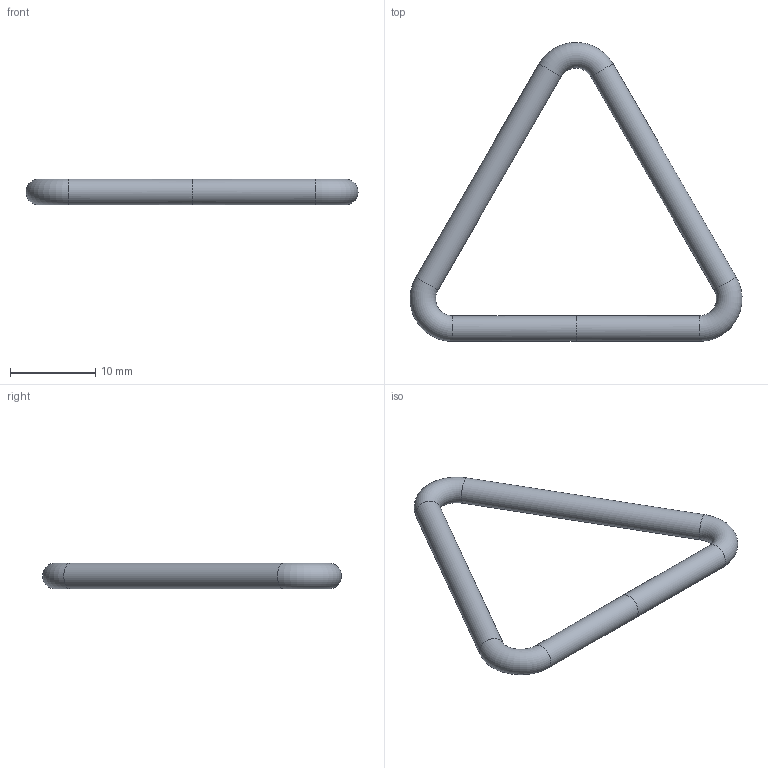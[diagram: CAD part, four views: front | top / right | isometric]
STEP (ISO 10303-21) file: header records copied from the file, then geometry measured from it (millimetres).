
FILE_DESCRIPTION (( 'STEP AP203' ), '1' );
FILE_NAME ('100077335.step', '2020-02-26T11:50:25', ( '' ), ( '' ), 'SwSTEP 2.0', 'SolidWorks 2015', '' );
FILE_SCHEMA (( 'CONFIG_CONTROL_DESIGN' ));
Length unit declared in the file: millimetre
Products named in the file (2): 100077335
Bounding box: 38.86 x 34.99 x 3 mm (x, y, z)
Volume: 767.6 mm3; surface area: 1025.4 mm2
Topology: 1 solids, 1 shells, 225 faces, 599 edges, 397 vertices
Faces by surface type: bspline 111, plane 84, cylinder 27, torus 3
Full cylindrical faces by diameter (mm): 3 x4
Entity records: 12613 total; most frequent: CARTESIAN_POINT 7627, ORIENTED_EDGE 1184, DIRECTION 661, EDGE_CURVE 592, VERTEX_POINT 397, LINE 269, VECTOR 269, EDGE_LOOP 255
